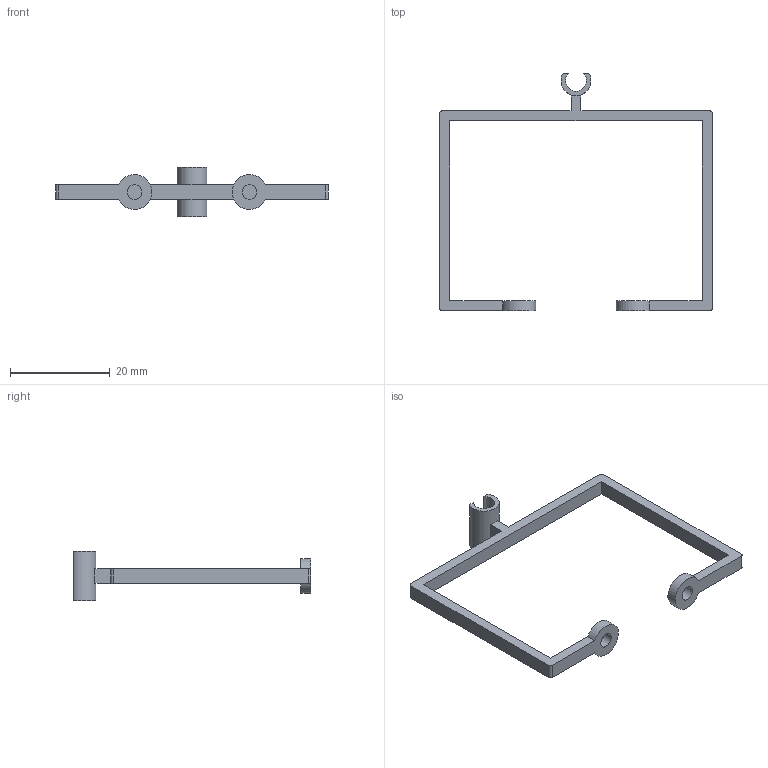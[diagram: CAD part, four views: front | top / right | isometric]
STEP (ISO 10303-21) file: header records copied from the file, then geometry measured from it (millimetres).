
FILE_DESCRIPTION(/* description */ (''),/* implementation_level */ '2;1');
FILE_NAME(/* name */ 'Attache_raspberry v1.step',/* time_stamp */ '2023-06-05T13:55:53+02:00',/* author */ (''),/* organization */ (''),/* preprocessor_version */ 'ST-DEVELOPER v19.2',/* originating_system */ 'Autodesk Translation Framework v12.6.0.85',/* authorisation */ '');
FILE_SCHEMA (('AUTOMOTIVE_DESIGN { 1 0 10303 214 3 1 1 }'));
Length unit declared in the file: millimetre
Products named in the file (1): Attache_raspberry
Bounding box: 54.5 x 47.5 x 10 mm (x, y, z)
Volume: 1152.6 mm3; surface area: 2049.5 mm2
Topology: 2 solids, 2 shells, 32 faces, 84 edges, 56 vertices
Faces by surface type: plane 20, cylinder 12
Full cylindrical faces by diameter (mm): 2.95 x1
Entity records: 1032 total; most frequent: DIRECTION 174, CARTESIAN_POINT 173, ORIENTED_EDGE 168, EDGE_CURVE 84, LINE 60, VECTOR 60, AXIS2_PLACEMENT_3D 57, VERTEX_POINT 56
